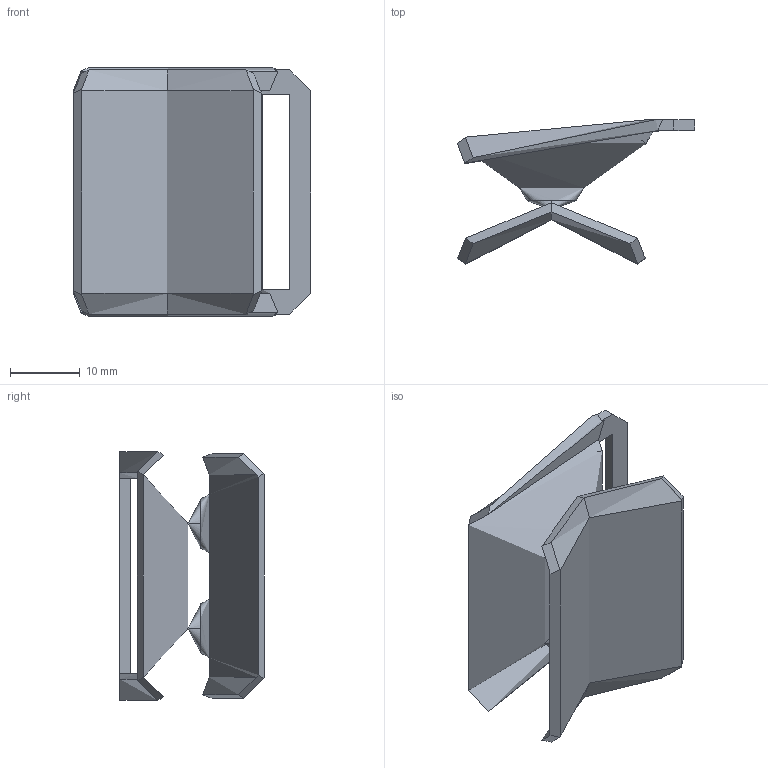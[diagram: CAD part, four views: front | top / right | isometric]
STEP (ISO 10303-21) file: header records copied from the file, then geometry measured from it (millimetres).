
FILE_DESCRIPTION(/* description */ (''),/* implementation_level */ '2;1');
FILE_NAME(/* name */ '1199730',/* time_stamp */ '2015-11-06T15:36:21+01:00',/* author */ (''),/* organization */ (''),/* preprocessor_version */ 'ST-DEVELOPER v15',/* originating_system */ '',/* authorisation */ '');
FILE_SCHEMA (('CONFIG_CONTROL_DESIGN'));
Length unit declared in the file: millimetre
Products named in the file (2): Document; Block 01
Assembly tree (1 placements, depth 2):
  Document
    Block 01
Bounding box: 34.02 x 20.68 x 35.66 mm (x, y, z)
Volume: 3623.2 mm3; surface area: 5083.3 mm2
Topology: 2 solids, 2 shells, 56 faces, 142 edges, 92 vertices
Faces by surface type: bspline 38, plane 18
Entity records: 2949 total; most frequent: CARTESIAN_POINT 1912, ORIENTED_EDGE 280, EDGE_CURVE 140, B_SPLINE_CURVE_WITH_KNOTS 94, VERTEX_POINT 90, EDGE_LOOP 60, ADVANCED_FACE 56, FACE_OUTER_BOUND 56
